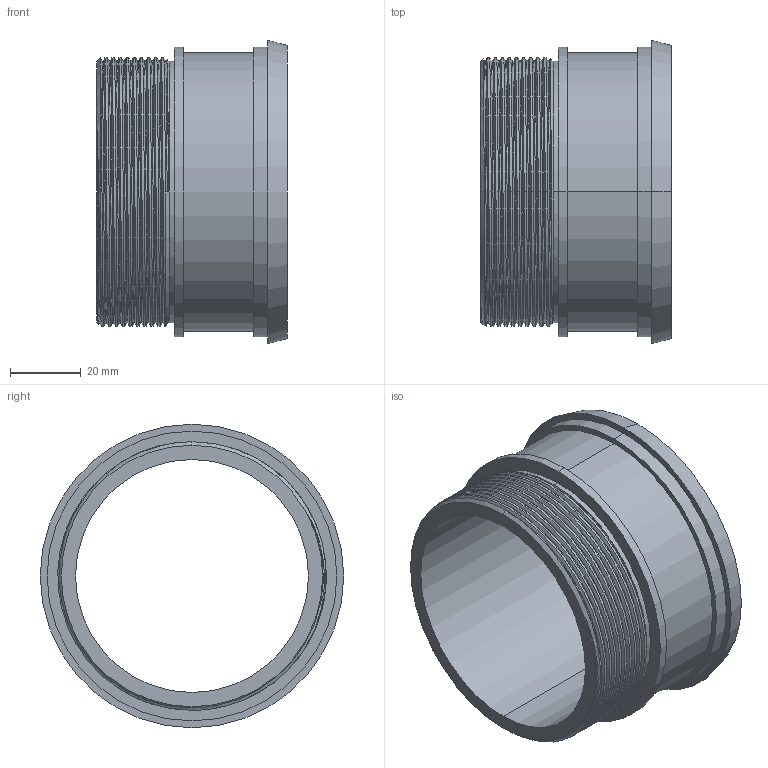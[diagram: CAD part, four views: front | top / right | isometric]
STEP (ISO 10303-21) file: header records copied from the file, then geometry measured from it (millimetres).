
FILE_DESCRIPTION (( 'STEP AP203' ), '1' );
FILE_NAME ('3D-M2036P_65 2 1-2_174221090.STEP', '2024-09-07T08:03:11', ( '' ), ( '' ), 'SwSTEP 2.0', 'SolidWorks 2024', '' );
FILE_SCHEMA (( 'CONFIG_CONTROL_DESIGN' ));
Length unit declared in the file: millimetre
Products named in the file (1): 3D-M2036P_65 2 1-2_174221090
Bounding box: 54 x 86 x 86 mm (x, y, z)
Volume: 76237.2 mm3; surface area: 31997.4 mm2
Topology: 1 solids, 1 shells, 46 faces, 115 edges, 75 vertices
Faces by surface type: cylinder 30, plane 7, cone 6, bspline 3
Entity records: 3720 total; most frequent: CARTESIAN_POINT 2663, ORIENTED_EDGE 230, DIRECTION 182, EDGE_CURVE 115, VERTEX_POINT 75, AXIS2_PLACEMENT_3D 73, EDGE_LOOP 52, FACE_OUTER_BOUND 46
